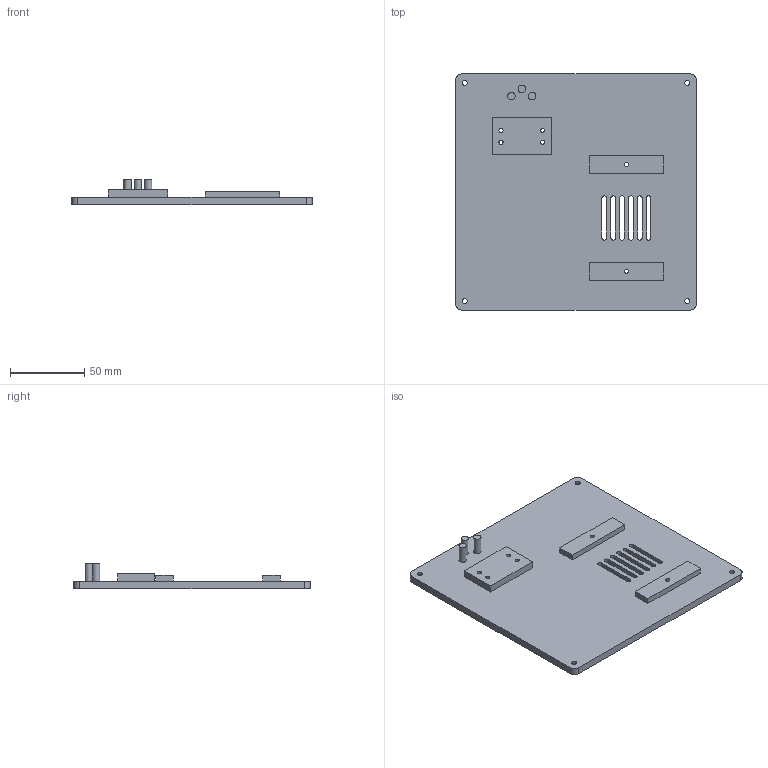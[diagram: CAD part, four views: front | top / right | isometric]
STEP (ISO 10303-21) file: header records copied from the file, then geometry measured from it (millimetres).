
FILE_DESCRIPTION(('Open CASCADE Model'),'2;1');
FILE_NAME('Open CASCADE Shape Model','2025-12-15T20:03:01',('Author'),( 'Open CASCADE'),'Open CASCADE STEP processor 7.8','build123d', 'Unknown');
FILE_SCHEMA(('AUTOMOTIVE_DESIGN { 1 0 10303 214 1 1 1 1 }'));
Length unit declared in the file: millimetre
Products named in the file (1): COMPOUND
Bounding box: 162 x 159 x 17 mm (x, y, z)
Volume: 134912.3 mm3; surface area: 58694.5 mm2
Topology: 1 solids, 1 shells, 81 faces, 195 edges, 130 vertices
Faces by surface type: plane 44, cylinder 37
Full cylindrical faces by diameter (mm): 2.8 x6, 3.4 x4, 5 x3, 6 x4, 12 x4
Entity records: 5064 total; most frequent: CARTESIAN_POINT 941, DIRECTION 799, LINE 437, VECTOR 437, ORIENTED_EDGE 390, PCURVE 390, DEFINITIONAL_REPRESENTATION 390, EDGE_CURVE 195
